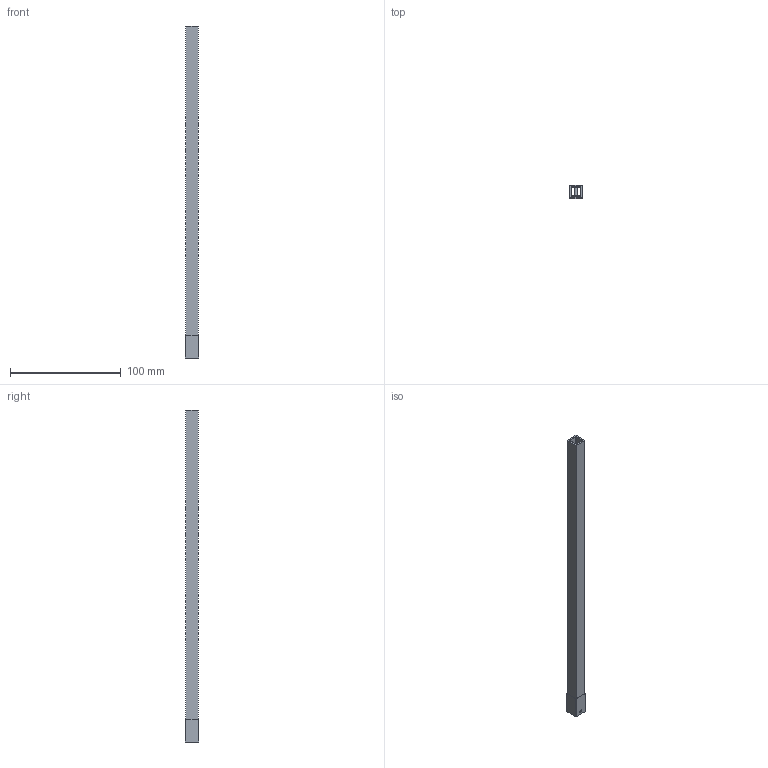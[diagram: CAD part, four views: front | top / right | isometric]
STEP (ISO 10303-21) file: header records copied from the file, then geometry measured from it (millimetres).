
FILE_DESCRIPTION(('FreeCAD Model'),'2;1');
FILE_NAME( 'telescoping_shaft_center.step', '2020-07-22T01:26:43',('Author'),(''), 'Open CASCADE STEP processor 7.4','FreeCAD','Unknown');
FILE_SCHEMA(('AUTOMOTIVE_DESIGN { 1 0 10303 214 1 1 1 1 }'));
Length unit declared in the file: millimetre
Products named in the file (1): telescopic_shaft_center_001
Bounding box: 12 x 12 x 300 mm (x, y, z)
Volume: 18433.1 mm3; surface area: 27328.5 mm2
Topology: 10 solids, 10 shells, 79 faces, 161 edges, 102 vertices
Faces by surface type: plane 66, cone 9, cylinder 3, sphere 1
Full cylindrical faces by diameter (mm): 2.5 x2, 3.03 x1
Entity records: 4225 total; most frequent: CARTESIAN_POINT 824, DIRECTION 643, LINE 416, VECTOR 416, ORIENTED_EDGE 320, PCURVE 320, DEFINITIONAL_REPRESENTATION 320, EDGE_CURVE 160
